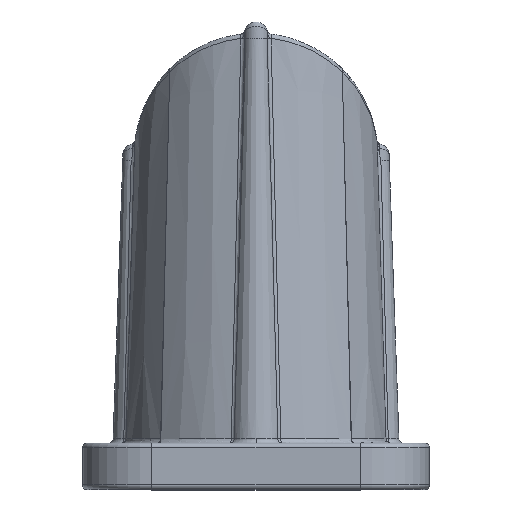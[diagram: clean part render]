
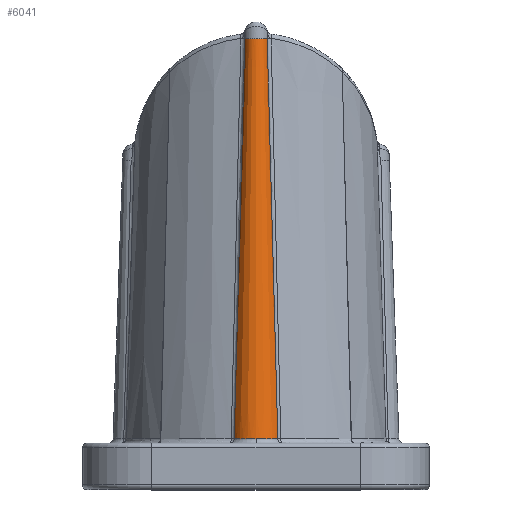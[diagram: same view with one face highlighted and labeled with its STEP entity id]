
A CAD part, top view. The second image highlights one B-rep face of the part: STEP entity #6041.
In plain terms, the highlighted conical face has half-angle 2 degrees and reference radius 1.587 mm.
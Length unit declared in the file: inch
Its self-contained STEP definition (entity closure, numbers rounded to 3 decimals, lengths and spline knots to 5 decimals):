
#300 = CARTESIAN_POINT ( 'NONE',  ( 0.06052, 2.435, 0.6731 ) ) ;
#482 = CARTESIAN_POINT ( 'NONE',  ( 0.10001, 0.99444, 0.70987 ) ) ;
#526 = CARTESIAN_POINT ( 'NONE',  ( -0.11794, 0.27413, 0.72908 ) ) ;
#607 = CARTESIAN_POINT ( 'NONE',  ( 0.10906, 0.63428, 0.71947 ) ) ;
#649 = CARTESIAN_POINT ( 'NONE',  ( -0.11794, 0.27413, 0.72908 ) ) ;
#659 = CARTESIAN_POINT ( 'NONE',  ( -0.10906, 0.63428, 0.71947 ) ) ;
#661 = CARTESIAN_POINT ( 'NONE',  ( -0.10001, 0.99444, 0.70987 ) ) ;
#668 = CARTESIAN_POINT ( 'NONE',  ( -0.08112, 1.71473, 0.691 ) ) ;
#680 = CARTESIAN_POINT ( 'NONE',  ( -0.0713, 2.07487, 0.68168 ) ) ;
#688 = CARTESIAN_POINT ( 'NONE',  ( -0.06053, 2.435, 0.67308 ) ) ;
#1156 = CARTESIAN_POINT ( 'NONE',  ( 0.06053, 2.435, 0.67308 ) ) ;
#1643 = CIRCLE ( 'NONE', #4791, 0.13796 ) ;
#1998 = CIRCLE ( 'NONE', #2606, 0.0625 ) ;
#2131 = B_SPLINE_CURVE_WITH_KNOTS ( 'NONE', 3,
 ( #6836, #607, #482, #4311, #3744, #8393 ),
 .UNSPECIFIED., .F., .F.,
 ( 4, 2, 4 ),
 ( 0., 0.02746, 0.05492 ),
 .UNSPECIFIED. ) ;
#2144 = DIRECTION ( 'NONE',  ( 0., 0., 1. ) ) ;
#2154 = DIRECTION ( 'NONE',  ( 0., 1., 0. ) ) ;
#2162 = CARTESIAN_POINT ( 'NONE',  ( 0., 2.435, 0.6575 ) ) ;
#2235 = DIRECTION ( 'NONE',  ( 0., 0., -1. ) ) ;
#2237 = DIRECTION ( 'NONE',  ( 0., 1., 0. ) ) ;
#2262 = CARTESIAN_POINT ( 'NONE',  ( 0., 0.27413, 0.6575 ) ) ;
#2383 = EDGE_CURVE ( 'NONE', #3237, #2467, #1643, .T. ) ;
#2449 = CARTESIAN_POINT ( 'NONE',  ( -0.06052, 2.435, 0.6731 ) ) ;
#2467 = VERTEX_POINT ( 'NONE', #3362 ) ;
#2606 = AXIS2_PLACEMENT_3D ( 'NONE', #2162, #2154, #2144 ) ;
#2771 = EDGE_CURVE ( 'NONE', #2467, #5841, #2859, .T. ) ;
#2792 = EDGE_CURVE ( 'NONE', #5330, #7114, #1998, .T. ) ;
#2859 = CIRCLE ( 'NONE', #6305, 0.13796 ) ;
#3090 = VERTEX_POINT ( 'NONE', #1156 ) ;
#3103 = ORIENTED_EDGE ( 'NONE', *, *, #6388, .F. ) ;
#3186 = EDGE_CURVE ( 'NONE', #5330, #3237, #6693, .T. ) ;
#3190 = CIRCLE ( 'NONE', #5340, 0.0625 ) ;
#3237 = VERTEX_POINT ( 'NONE', #526 ) ;
#3362 = CARTESIAN_POINT ( 'NONE',  ( 0., 0.27413, 0.79546 ) ) ;
#3635 = CARTESIAN_POINT ( 'NONE',  ( 0.11794, 0.27413, 0.72908 ) ) ;
#3744 = CARTESIAN_POINT ( 'NONE',  ( 0.0713, 2.07487, 0.68168 ) ) ;
#3780 = DIRECTION ( 'NONE',  ( 0., 0., -1. ) ) ;
#3786 = EDGE_CURVE ( 'NONE', #5841, #3090, #2131, .T. ) ;
#3799 = ORIENTED_EDGE ( 'NONE', *, *, #2771, .T. ) ;
#3803 = DIRECTION ( 'NONE',  ( 0., 1., 0. ) ) ;
#3849 = CARTESIAN_POINT ( 'NONE',  ( 0., 0.27413, 0.6575 ) ) ;
#3955 = ORIENTED_EDGE ( 'NONE', *, *, #3186, .T. ) ;
#4311 = CARTESIAN_POINT ( 'NONE',  ( 0.08112, 1.71473, 0.691 ) ) ;
#4791 = AXIS2_PLACEMENT_3D ( 'NONE', #3849, #3803, #3780 ) ;
#4823 = AXIS2_PLACEMENT_3D ( 'NONE', #7459, #7456, #7445 ) ;
#5239 = EDGE_LOOP ( 'NONE', ( #7143, #3799, #6071, #8544, #3103, #8274, #3955 ) ) ;
#5330 = VERTEX_POINT ( 'NONE', #7695 ) ;
#5340 = AXIS2_PLACEMENT_3D ( 'NONE', #6845, #6834, #6823 ) ;
#5793 = AXIS2_PLACEMENT_3D ( 'NONE', #6154, #6120, #6111 ) ;
#5841 = VERTEX_POINT ( 'NONE', #3635 ) ;
#6041 = ADVANCED_FACE ( 'NONE', ( #7469 ), #8378, .T. ) ;
#6071 = ORIENTED_EDGE ( 'NONE', *, *, #3786, .T. ) ;
#6111 = DIRECTION ( 'NONE',  ( 0., 0., 1. ) ) ;
#6120 = DIRECTION ( 'NONE',  ( 0., 1., 0. ) ) ;
#6154 = CARTESIAN_POINT ( 'NONE',  ( 0., 2.435, 0.6575 ) ) ;
#6200 = EDGE_CURVE ( 'NONE', #7717, #3090, #3190, .T. ) ;
#6305 = AXIS2_PLACEMENT_3D ( 'NONE', #2262, #2237, #2235 ) ;
#6388 = EDGE_CURVE ( 'NONE', #7114, #7717, #6645, .T. ) ;
#6645 = CIRCLE ( 'NONE', #5793, 0.0625 ) ;
#6693 = B_SPLINE_CURVE_WITH_KNOTS ( 'NONE', 3,
 ( #688, #680, #668, #661, #659, #649 ),
 .UNSPECIFIED., .F., .F.,
 ( 4, 2, 4 ),
 ( 0., 0.02746, 0.05492 ),
 .UNSPECIFIED. ) ;
#6823 = DIRECTION ( 'NONE',  ( 0., 0., 1. ) ) ;
#6834 = DIRECTION ( 'NONE',  ( 0., 1., 0. ) ) ;
#6836 = CARTESIAN_POINT ( 'NONE',  ( 0.11794, 0.27413, 0.72908 ) ) ;
#6845 = CARTESIAN_POINT ( 'NONE',  ( 0., 2.435, 0.6575 ) ) ;
#7114 = VERTEX_POINT ( 'NONE', #2449 ) ;
#7143 = ORIENTED_EDGE ( 'NONE', *, *, #2383, .T. ) ;
#7445 = DIRECTION ( 'NONE',  ( 0., 0., -1. ) ) ;
#7456 = DIRECTION ( 'NONE',  ( 0., -1., 0. ) ) ;
#7459 = CARTESIAN_POINT ( 'NONE',  ( 0., 2.435, 0.6575 ) ) ;
#7469 = FACE_OUTER_BOUND ( 'NONE', #5239, .T. ) ;
#7695 = CARTESIAN_POINT ( 'NONE',  ( -0.06053, 2.435, 0.67308 ) ) ;
#7717 = VERTEX_POINT ( 'NONE', #300 ) ;
#8274 = ORIENTED_EDGE ( 'NONE', *, *, #2792, .F. ) ;
#8378 = CONICAL_SURFACE ( 'NONE', #4823, 0.0625, 0.035 ) ;
#8393 = CARTESIAN_POINT ( 'NONE',  ( 0.06053, 2.435, 0.67308 ) ) ;
#8544 = ORIENTED_EDGE ( 'NONE', *, *, #6200, .F. ) ;
